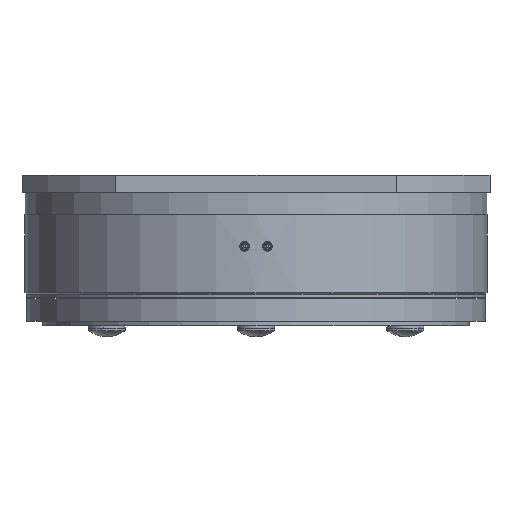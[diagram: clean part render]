
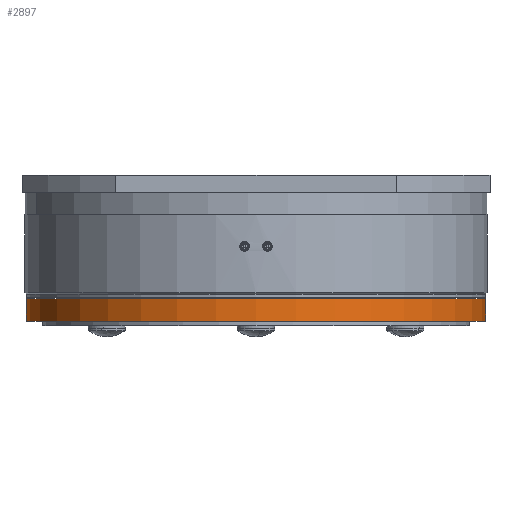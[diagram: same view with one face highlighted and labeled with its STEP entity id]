
A CAD part, front view. The second image highlights one B-rep face of the part: STEP entity #2897.
In plain terms, the highlighted cylindrical face has radius 80 mm (diameter 160 mm), a partial arc.
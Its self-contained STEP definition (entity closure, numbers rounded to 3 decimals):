
#448 = CYLINDRICAL_SURFACE ( 'NONE', #2842, 80. ) ;
#474 = CARTESIAN_POINT ( 'NONE',  ( 0., 0., 0. ) ) ;
#862 = VECTOR ( 'NONE', #9491, 1000. ) ;
#1091 = CARTESIAN_POINT ( 'NONE',  ( 80., 0., 3.326 ) ) ;
#1155 = CIRCLE ( 'NONE', #8887, 80. ) ;
#1477 = ORIENTED_EDGE ( 'NONE', *, *, #6165, .T. ) ;
#1886 = VERTEX_POINT ( 'NONE', #6426 ) ;
#1888 = AXIS2_PLACEMENT_3D ( 'NONE', #3770, #2286, #5299 ) ;
#1963 = EDGE_CURVE ( 'NONE', #1886, #5833, #8692, .T. ) ;
#2022 = EDGE_LOOP ( 'NONE', ( #5650, #1477, #3071, #6676 ) ) ;
#2229 = CIRCLE ( 'NONE', #1888, 80. ) ;
#2286 = DIRECTION ( 'NONE',  ( 0., 0., 1. ) ) ;
#2675 = VECTOR ( 'NONE', #3730, 1000. ) ;
#2696 = FACE_OUTER_BOUND ( 'NONE', #2022, .T. ) ;
#2842 = AXIS2_PLACEMENT_3D ( 'NONE', #3541, #3394, #6545 ) ;
#2897 = ADVANCED_FACE ( 'NONE', ( #2696 ), #448, .T. ) ;
#3071 = ORIENTED_EDGE ( 'NONE', *, *, #1963, .T. ) ;
#3323 = DIRECTION ( 'NONE',  ( 0., 0., 1. ) ) ;
#3394 = DIRECTION ( 'NONE',  ( 0., 0., 1. ) ) ;
#3541 = CARTESIAN_POINT ( 'NONE',  ( 0., 0., 3.326 ) ) ;
#3730 = DIRECTION ( 'NONE',  ( 0., 0., 1. ) ) ;
#3770 = CARTESIAN_POINT ( 'NONE',  ( 0., 0., -7.7 ) ) ;
#3826 = CARTESIAN_POINT ( 'NONE',  ( -80., 0., 3.326 ) ) ;
#4906 = DIRECTION ( 'NONE',  ( 1., 0., 0. ) ) ;
#5299 = DIRECTION ( 'NONE',  ( 1., 0., 0. ) ) ;
#5650 = ORIENTED_EDGE ( 'NONE', *, *, #5906, .F. ) ;
#5833 = VERTEX_POINT ( 'NONE', #9737 ) ;
#5906 = EDGE_CURVE ( 'NONE', #6659, #5971, #9094, .T. ) ;
#5971 = VERTEX_POINT ( 'NONE', #6362 ) ;
#6165 = EDGE_CURVE ( 'NONE', #6659, #1886, #2229, .T. ) ;
#6362 = CARTESIAN_POINT ( 'NONE',  ( -80., 0., 0. ) ) ;
#6426 = CARTESIAN_POINT ( 'NONE',  ( 80., 0., -7.7 ) ) ;
#6545 = DIRECTION ( 'NONE',  ( 1., 0., 0. ) ) ;
#6659 = VERTEX_POINT ( 'NONE', #9501 ) ;
#6676 = ORIENTED_EDGE ( 'NONE', *, *, #8678, .F. ) ;
#8678 = EDGE_CURVE ( 'NONE', #5971, #5833, #1155, .T. ) ;
#8692 = LINE ( 'NONE', #1091, #862 ) ;
#8887 = AXIS2_PLACEMENT_3D ( 'NONE', #474, #3323, #4906 ) ;
#9094 = LINE ( 'NONE', #3826, #2675 ) ;
#9491 = DIRECTION ( 'NONE',  ( 0., 0., 1. ) ) ;
#9501 = CARTESIAN_POINT ( 'NONE',  ( -80., 0., -7.7 ) ) ;
#9737 = CARTESIAN_POINT ( 'NONE',  ( 80., 0., 0. ) ) ;
